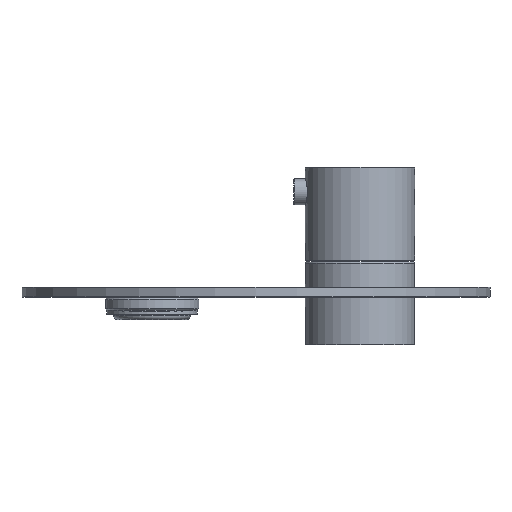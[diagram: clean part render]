
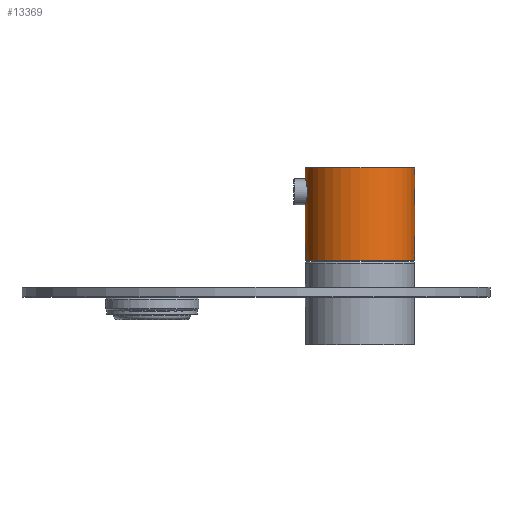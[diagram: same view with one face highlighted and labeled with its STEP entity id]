
A CAD part, left-side view. The second image highlights one B-rep face of the part: STEP entity #13369.
In plain terms, the highlighted cylindrical face has radius 21 mm (diameter 42 mm), a full revolution.
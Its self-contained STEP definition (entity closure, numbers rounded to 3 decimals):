
#251=B_SPLINE_CURVE_WITH_KNOTS('',3,(#22409,#22410,#22411,#22412,#22413,
#22414,#22415,#22416,#22417,#22418,#22419),.UNSPECIFIED.,.T.,.F.,(1,1,1,
1,1,1,1,1,1,1,1,1,1,1,1),(-0.007,-0.005,-0.002,
0.,0.002,0.005,0.007,
0.009,0.012,0.014,0.016,
0.018,0.021,0.023,0.025),
 .UNSPECIFIED.);
#252=B_SPLINE_CURVE_WITH_KNOTS('',3,(#22421,#22422,#22423,#22424,#22425,
#22426,#22427,#22428,#22429,#22430,#22431,#22432,#22433,#22434,#22435,#22436,
#22437,#22438,#22439),.UNSPECIFIED.,.T.,.F.,(1,1,1,1,1,1,1,1,1,1,1,1,1,
1,1,1,1,1,1,1,1,1,1),(-0.006,-0.004,-0.002,
0.,0.002,0.004,0.006,0.009,
0.011,0.013,0.015,0.017,
0.019,0.022,0.024,0.026,
0.028,0.03,0.032,0.034,
0.037,0.039,0.041),.UNSPECIFIED.);
#2317=CYLINDRICAL_SURFACE('',#14302,21.);
#4517=ORIENTED_EDGE('',*,*,#6152,.T.);
#4518=ORIENTED_EDGE('',*,*,#6153,.T.);
#4519=ORIENTED_EDGE('',*,*,#6154,.T.);
#4520=ORIENTED_EDGE('',*,*,#6155,.T.);
#6152=EDGE_CURVE('',#7187,#7187,#251,.T.);
#6153=EDGE_CURVE('',#7188,#7188,#252,.T.);
#6154=EDGE_CURVE('',#7189,#7189,#7690,.F.);
#6155=EDGE_CURVE('',#7190,#7190,#7691,.T.);
#7187=VERTEX_POINT('',#22420);
#7188=VERTEX_POINT('',#22440);
#7189=VERTEX_POINT('',#22442);
#7190=VERTEX_POINT('',#22444);
#7690=CIRCLE('',#14303,21.);
#7691=CIRCLE('',#14304,21.);
#8473=EDGE_LOOP('',(#4517));
#8474=EDGE_LOOP('',(#4518));
#8475=EDGE_LOOP('',(#4519));
#8476=EDGE_LOOP('',(#4520));
#9328=FACE_BOUND('',#8473,.T.);
#9329=FACE_BOUND('',#8474,.T.);
#9330=FACE_BOUND('',#8475,.T.);
#9331=FACE_BOUND('',#8476,.T.);
#13369=ADVANCED_FACE('',(#9328,#9329,#9330,#9331),#2317,.T.);
#14302=AXIS2_PLACEMENT_3D('',#22408,#16704,#16705);
#14303=AXIS2_PLACEMENT_3D('',#22441,#16706,#16707);
#14304=AXIS2_PLACEMENT_3D('',#22443,#16708,#16709);
#16704=DIRECTION('',(0.,-1.,0.));
#16705=DIRECTION('',(0.,0.,-1.));
#16706=DIRECTION('',(0.,1.,0.));
#16707=DIRECTION('',(0.,0.,1.));
#16708=DIRECTION('',(0.,1.,0.));
#16709=DIRECTION('',(0.,0.,1.));
#22408=CARTESIAN_POINT('',(0.,18.,0.));
#22409=CARTESIAN_POINT('',(2.294,26.784,-20.898));
#22410=CARTESIAN_POINT('',(0.,27.708,-21.051));
#22411=CARTESIAN_POINT('',(-2.295,26.783,-20.898));
#22412=CARTESIAN_POINT('',(-3.266,24.499,-20.74));
#22413=CARTESIAN_POINT('',(-2.293,22.215,-20.898));
#22414=CARTESIAN_POINT('',(0.003,21.292,-21.051));
#22415=CARTESIAN_POINT('',(2.294,22.217,-20.898));
#22416=CARTESIAN_POINT('',(3.266,24.498,-20.74));
#22417=CARTESIAN_POINT('',(2.294,26.784,-20.898));
#22418=CARTESIAN_POINT('',(0.,27.708,-21.051));
#22419=CARTESIAN_POINT('',(-2.295,26.783,-20.898));
#22420=CARTESIAN_POINT('',(0.,27.4,-21.));
#22421=CARTESIAN_POINT('',(-5.183,24.353,20.356));
#22422=CARTESIAN_POINT('',(-5.626,26.499,20.231));
#22423=CARTESIAN_POINT('',(-5.182,28.651,20.356));
#22424=CARTESIAN_POINT('',(-3.955,30.434,20.644));
#22425=CARTESIAN_POINT('',(-2.141,31.621,20.924));
#22426=CARTESIAN_POINT('',(0.004,32.04,21.038));
#22427=CARTESIAN_POINT('',(2.148,31.619,20.923));
#22428=CARTESIAN_POINT('',(3.959,30.429,20.643));
#22429=CARTESIAN_POINT('',(5.183,28.647,20.356));
#22430=CARTESIAN_POINT('',(5.626,26.496,20.231));
#22431=CARTESIAN_POINT('',(5.183,24.353,20.356));
#22432=CARTESIAN_POINT('',(3.956,22.567,20.644));
#22433=CARTESIAN_POINT('',(2.145,21.381,20.923));
#22434=CARTESIAN_POINT('',(0.004,20.96,21.038));
#22435=CARTESIAN_POINT('',(-2.14,21.378,20.924));
#22436=CARTESIAN_POINT('',(-3.957,22.568,20.644));
#22437=CARTESIAN_POINT('',(-5.183,24.353,20.356));
#22438=CARTESIAN_POINT('',(-5.626,26.499,20.231));
#22439=CARTESIAN_POINT('',(-5.182,28.651,20.356));
#22440=CARTESIAN_POINT('',(-5.478,26.5,20.273));
#22441=CARTESIAN_POINT('',(0.,35.7,0.));
#22442=CARTESIAN_POINT('',(0.,35.7,21.));
#22443=CARTESIAN_POINT('',(0.,0.3,0.));
#22444=CARTESIAN_POINT('',(0.,0.3,21.));
